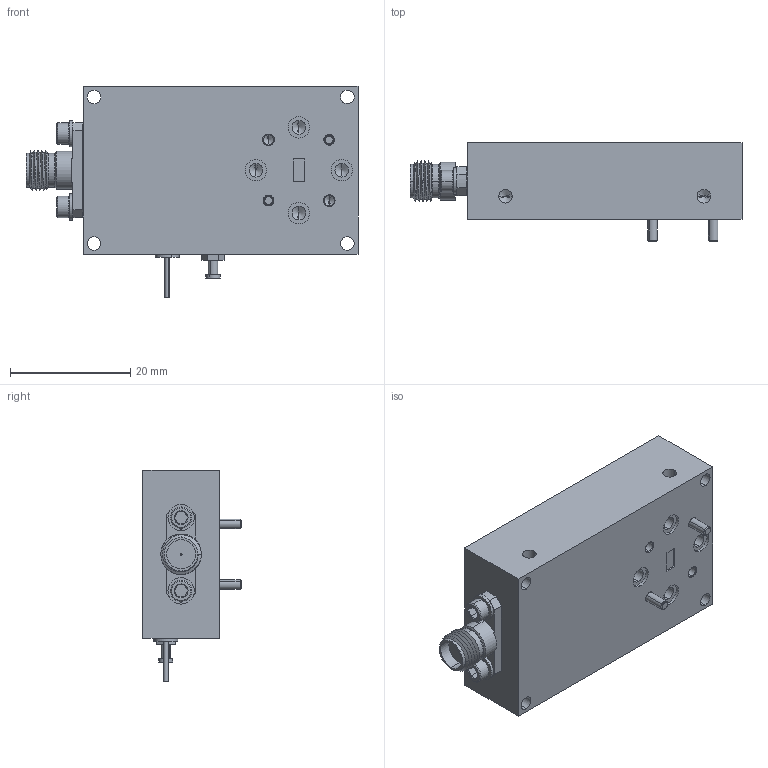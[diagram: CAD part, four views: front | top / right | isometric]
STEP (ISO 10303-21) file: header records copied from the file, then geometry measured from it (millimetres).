
FILE_DESCRIPTION (( 'STEP AP203' ), '1' );
FILE_NAME ('SFA-503753416-15KF-S1.STEP', '2019-10-11T00:36:34', ( '' ), ( '' ), 'SwSTEP 2.0', 'SolidWorks 2016', '' );
FILE_SCHEMA (( 'CONFIG_CONTROL_DESIGN' ));
Length unit declared in the file: inch
Products named in the file (1): SFA-503753416-15KF-S1
Bounding box: 55.24 x 16.32 x 35.18 mm (x, y, z)
Volume: 16133 mm3; surface area: 9079 mm2
Topology: 15 solids, 15 shells, 682 faces, 1763 edges, 1116 vertices
Faces by surface type: cylinder 297, plane 209, cone 138, bspline 36, torus 2
Entity records: 29216 total; most frequent: CARTESIAN_POINT 13883, ORIENTED_EDGE 3438, DIRECTION 2894, EDGE_CURVE 1719, VERTEX_POINT 1116, AXIS2_PLACEMENT_3D 1062, LINE 770, VECTOR 770
